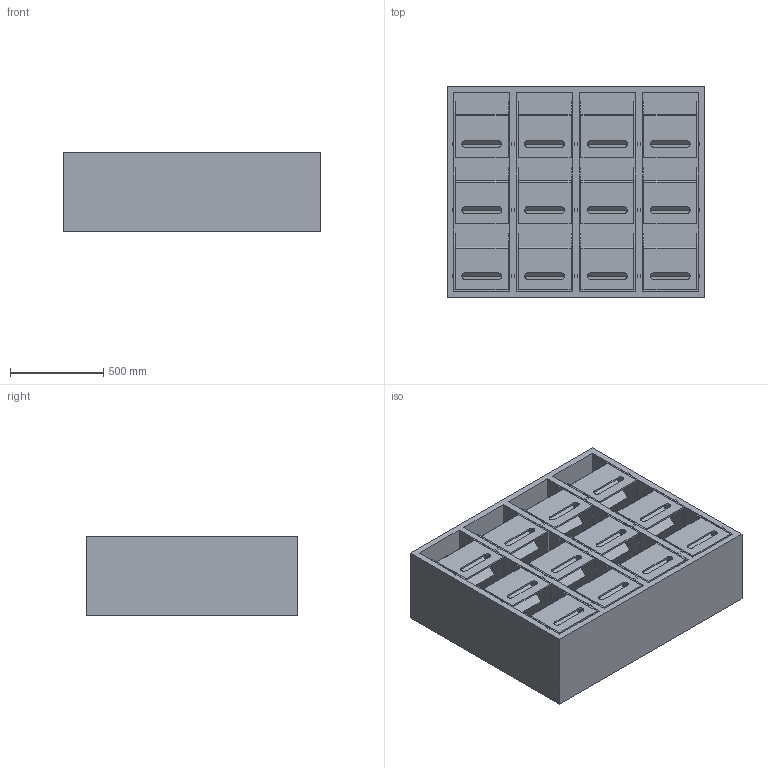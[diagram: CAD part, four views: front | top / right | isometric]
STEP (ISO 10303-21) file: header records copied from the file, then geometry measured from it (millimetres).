
FILE_DESCRIPTION(('FreeCAD Model'),'2;1');
FILE_NAME('Open CASCADE Shape Model','2025-04-29T11:39:40',('FreeCAD'),( 'FreeCAD'),'Open CASCADE STEP processor 7.6','FreeCAD','Unknown');
FILE_SCHEMA(('AUTOMOTIVE_DESIGN { 1 0 10303 214 1 1 1 1 }'));
Length unit declared in the file: millimetre
Products named in the file (1): Open CASCADE STEP translator 7.6 1
Bounding box: 1381.8 x 1133.78 x 425.17 mm (x, y, z)
Volume: 203624930.8 mm3; surface area: 19385562.9 mm2
Topology: 97 solids, 97 shells, 1130 faces, 2796 edges, 1864 vertices
Faces by surface type: bspline 1130
Entity records: 30314 total; most frequent: CARTESIAN_POINT 12841, ORIENTED_EDGE 5592, EDGE_CURVE 2796, B_SPLINE_CURVE_WITH_KNOTS 2460, VERTEX_POINT 1864, FACE_BOUND 1230, EDGE_LOOP 1230, ADVANCED_FACE 1130
